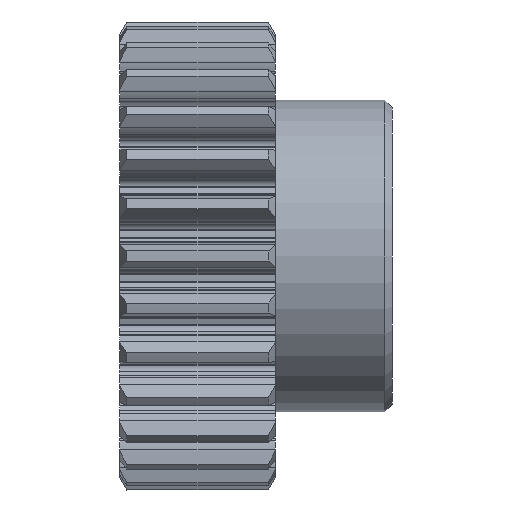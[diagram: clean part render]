
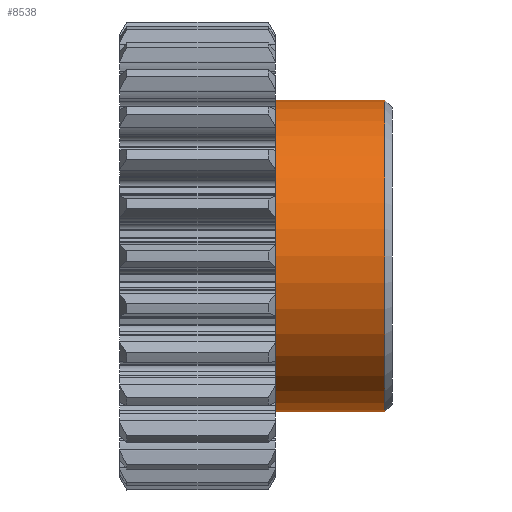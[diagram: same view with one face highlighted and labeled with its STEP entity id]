
A CAD part, front view. The second image highlights one B-rep face of the part: STEP entity #8538.
In plain terms, the highlighted cylindrical face has radius 20 mm (diameter 40 mm), a full revolution.
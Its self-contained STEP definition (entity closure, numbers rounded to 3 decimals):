
#34=CYLINDRICAL_SURFACE('',#9858,20.);
#449=VECTOR('',#12088,1.);
#867=LINE('',#15635,#449);
#2033=VERTEX_POINT('',#14890);
#2394=VERTEX_POINT('',#15636);
#2395=VERTEX_POINT('',#15638);
#2878=CIRCLE('',#9487,20.);
#3247=CIRCLE('',#9859,20.);
#3858=EDGE_CURVE('',#2033,#2033,#2878,.T.);
#4248=EDGE_CURVE('',#2394,#2033,#867,.T.);
#4249=EDGE_CURVE('',#2395,#2394,#3247,.T.);
#4250=EDGE_CURVE('',#2394,#2395,#3247,.T.);
#5726=ORIENTED_EDGE('',*,*,#4248,.T.);
#5727=ORIENTED_EDGE('',*,*,#3858,.T.);
#5728=ORIENTED_EDGE('',*,*,#4248,.F.);
#5729=ORIENTED_EDGE('',*,*,#4249,.F.);
#5730=ORIENTED_EDGE('',*,*,#4250,.F.);
#7580=EDGE_LOOP('',(#5726,#5727,#5728,#5729,#5730));
#8060=FACE_BOUND('',#7580,.T.);
#8538=ADVANCED_FACE('',(#8060),#34,.T.);
#9487=AXIS2_PLACEMENT_3D('',#14889,#11343,#11344);
#9858=AXIS2_PLACEMENT_3D('',#15634,#12086,#12087);
#9859=AXIS2_PLACEMENT_3D('',#15637,#12089,#12090);
#11343=DIRECTION('',(1.,0.,0.));
#11344=DIRECTION('',(0.,0.,-20.));
#12086=DIRECTION('',(1.,0.,0.));
#12087=DIRECTION('',(0.,0.,-20.));
#12088=DIRECTION('',(-1.,0.,0.));
#12089=DIRECTION('',(1.,0.,0.));
#12090=DIRECTION('',(0.,0.,-20.));
#14889=CARTESIAN_POINT('',(20.,0.,0.));
#14890=CARTESIAN_POINT('',(20.,0.,-20.));
#15634=CARTESIAN_POINT('',(35.,0.,0.));
#15635=CARTESIAN_POINT('',(19.,0.,-20.));
#15636=CARTESIAN_POINT('',(34.,0.,-20.));
#15637=CARTESIAN_POINT('',(34.,0.,0.));
#15638=CARTESIAN_POINT('',(34.,0.,20.));
